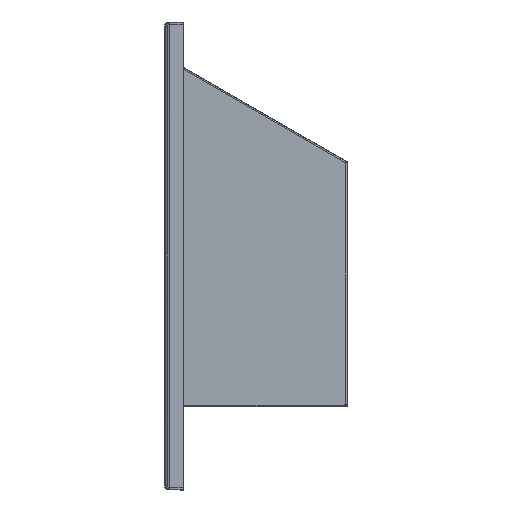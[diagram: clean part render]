
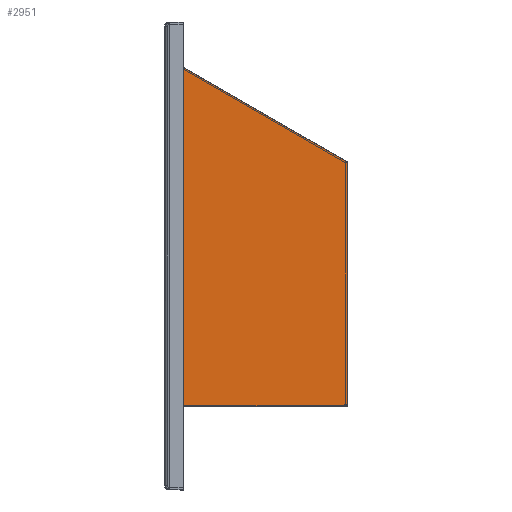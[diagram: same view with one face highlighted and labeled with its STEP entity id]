
A CAD part, left-side view. The second image highlights one B-rep face of the part: STEP entity #2951.
In plain terms, the highlighted planar face has unit normal (-1, 0, 0).
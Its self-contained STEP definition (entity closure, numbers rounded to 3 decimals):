
#72 = DIRECTION ( 'NONE',  ( 0., 0., -1. ) ) ;
#118 = EDGE_CURVE ( 'NONE', #1397, #1218, #505, .T. ) ;
#231 = DIRECTION ( 'NONE',  ( 0., -0.866, -0.5 ) ) ;
#361 = LINE ( 'NONE', #3502, #393 ) ;
#367 = VERTEX_POINT ( 'NONE', #2953 ) ;
#393 = VECTOR ( 'NONE', #72, 1000. ) ;
#435 = CARTESIAN_POINT ( 'NONE',  ( -447., 144.82, -122.5 ) ) ;
#478 = EDGE_CURVE ( 'NONE', #367, #1218, #1794, .T. ) ;
#505 = LINE ( 'NONE', #2098, #3570 ) ;
#810 = ORIENTED_EDGE ( 'NONE', *, *, #118, .T. ) ;
#833 = DIRECTION ( 'NONE',  ( 0., 0., -1. ) ) ;
#923 = EDGE_CURVE ( 'NONE', #1909, #367, #361, .T. ) ;
#1142 = LINE ( 'NONE', #2396, #2102 ) ;
#1218 = VERTEX_POINT ( 'NONE', #435 ) ;
#1279 = AXIS2_PLACEMENT_3D ( 'NONE', #2952, #3910, #3035 ) ;
#1397 = VERTEX_POINT ( 'NONE', #2667 ) ;
#1794 = LINE ( 'NONE', #2090, #2467 ) ;
#1909 = VERTEX_POINT ( 'NONE', #2134 ) ;
#1939 = ORIENTED_EDGE ( 'NONE', *, *, #923, .F. ) ;
#2090 = CARTESIAN_POINT ( 'NONE',  ( -447., -1.2, -122.5 ) ) ;
#2098 = CARTESIAN_POINT ( 'NONE',  ( -447., 144.82, 165.53 ) ) ;
#2102 = VECTOR ( 'NONE', #231, 1000. ) ;
#2134 = CARTESIAN_POINT ( 'NONE',  ( -447., -1.2, 78.927 ) ) ;
#2291 = EDGE_CURVE ( 'NONE', #1397, #1909, #1142, .T. ) ;
#2345 = PLANE ( 'NONE',  #1279 ) ;
#2396 = CARTESIAN_POINT ( 'NONE',  ( -447., 148.8, 165.53 ) ) ;
#2467 = VECTOR ( 'NONE', #2761, 1000. ) ;
#2639 = FACE_OUTER_BOUND ( 'NONE', #3061, .T. ) ;
#2667 = CARTESIAN_POINT ( 'NONE',  ( -447., 144.82, 163.232 ) ) ;
#2761 = DIRECTION ( 'NONE',  ( 0., 1., 0. ) ) ;
#2951 = ADVANCED_FACE ( 'NONE', ( #2639 ), #2345, .F. ) ;
#2952 = CARTESIAN_POINT ( 'NONE',  ( -447., 0., 0. ) ) ;
#2953 = CARTESIAN_POINT ( 'NONE',  ( -447., -1.2, -122.5 ) ) ;
#3035 = DIRECTION ( 'NONE',  ( 0., 0., 1. ) ) ;
#3056 = ORIENTED_EDGE ( 'NONE', *, *, #478, .F. ) ;
#3061 = EDGE_LOOP ( 'NONE', ( #810, #3056, #1939, #3824 ) ) ;
#3502 = CARTESIAN_POINT ( 'NONE',  ( -447., -1.2, 78.927 ) ) ;
#3570 = VECTOR ( 'NONE', #833, 1000. ) ;
#3824 = ORIENTED_EDGE ( 'NONE', *, *, #2291, .F. ) ;
#3910 = DIRECTION ( 'NONE',  ( 1., 0., 0. ) ) ;
